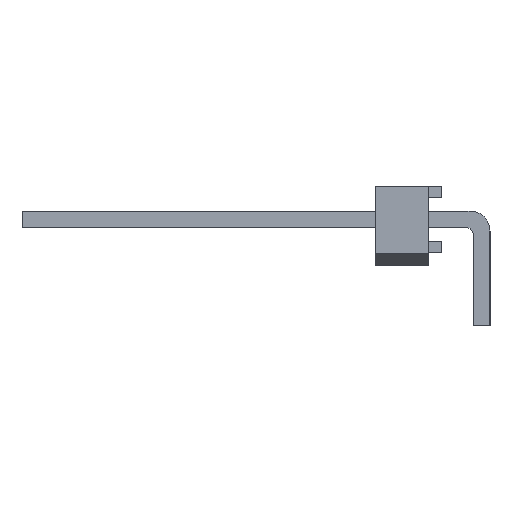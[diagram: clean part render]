
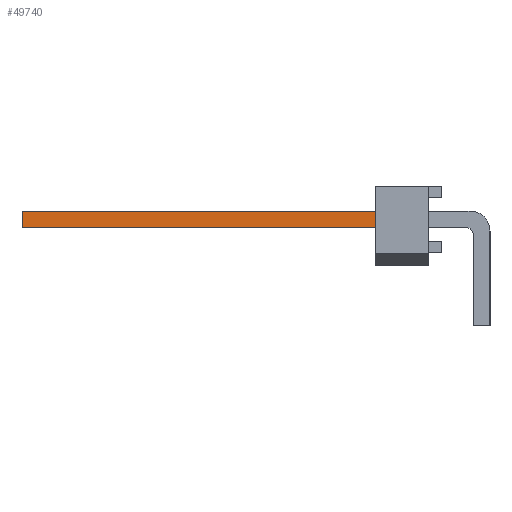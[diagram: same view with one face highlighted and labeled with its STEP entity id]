
A CAD part, left-side view. The second image highlights one B-rep face of the part: STEP entity #49740.
In plain terms, the highlighted face is planar.
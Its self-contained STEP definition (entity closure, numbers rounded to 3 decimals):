
#47669 = VERTEX_POINT('',#47670);
#47670 = CARTESIAN_POINT('',(40.958,17.526,-0.318));
#47676 = EDGE_CURVE('',#47677,#47669,#47679,.T.);
#47677 = VERTEX_POINT('',#47678);
#47678 = CARTESIAN_POINT('',(40.958,2.921,-0.318));
#47679 = LINE('',#47680,#47681);
#47680 = CARTESIAN_POINT('',(40.958,0.445,-0.318));
#47681 = VECTOR('',#47682,1.);
#47682 = DIRECTION('',(0.,1.,0.));
#48989 = VERTEX_POINT('',#48990);
#48990 = CARTESIAN_POINT('',(40.958,2.921,0.318));
#48996 = EDGE_CURVE('',#48997,#48989,#48999,.T.);
#48997 = VERTEX_POINT('',#48998);
#48998 = CARTESIAN_POINT('',(40.958,17.526,0.318));
#48999 = LINE('',#49000,#49001);
#49000 = CARTESIAN_POINT('',(40.958,17.526,0.318));
#49001 = VECTOR('',#49002,1.);
#49002 = DIRECTION('',(0.,-1.,0.));
#49729 = EDGE_CURVE('',#47669,#48997,#49730,.T.);
#49730 = LINE('',#49731,#49732);
#49731 = CARTESIAN_POINT('',(40.958,17.526,-0.318));
#49732 = VECTOR('',#49733,1.);
#49733 = DIRECTION('',(0.,0.,1.));
#49740 = ADVANCED_FACE('',(#49741),#49752,.T.);
#49741 = FACE_BOUND('',#49742,.T.);
#49742 = EDGE_LOOP('',(#49743,#49744,#49750,#49751));
#49743 = ORIENTED_EDGE('',*,*,#48996,.T.);
#49744 = ORIENTED_EDGE('',*,*,#49745,.T.);
#49745 = EDGE_CURVE('',#48989,#47677,#49746,.T.);
#49746 = LINE('',#49747,#49748);
#49747 = CARTESIAN_POINT('',(40.958,2.921,0.445));
#49748 = VECTOR('',#49749,1.);
#49749 = DIRECTION('',(0.,0.,-1.));
#49750 = ORIENTED_EDGE('',*,*,#47676,.T.);
#49751 = ORIENTED_EDGE('',*,*,#49729,.T.);
#49752 = PLANE('',#49753);
#49753 = AXIS2_PLACEMENT_3D('',#49754,#49755,#49756);
#49754 = CARTESIAN_POINT('',(40.958,0.445,0.445));
#49755 = DIRECTION('',(1.,0.,0.));
#49756 = DIRECTION('',(0.,0.,-1.));
